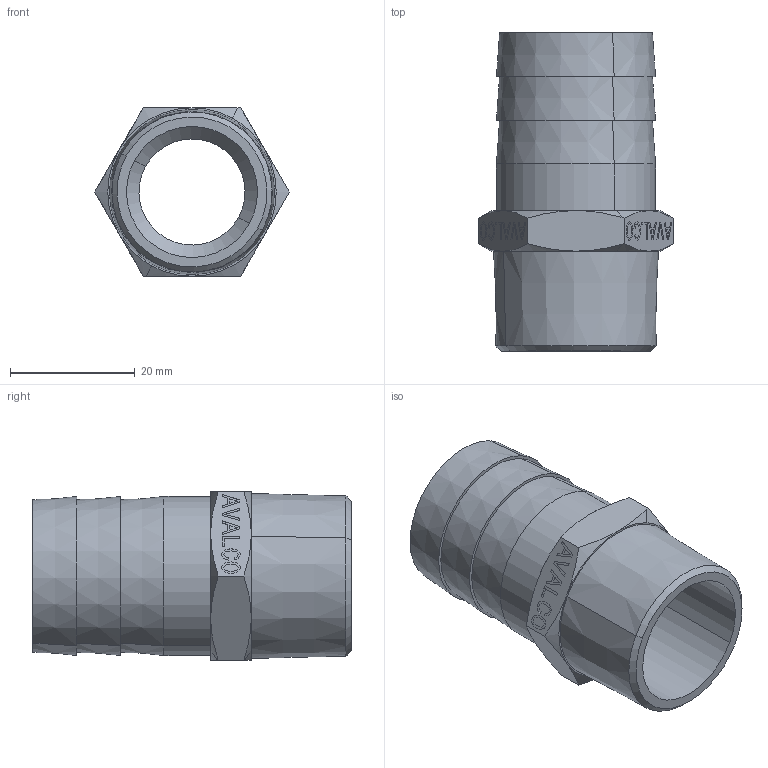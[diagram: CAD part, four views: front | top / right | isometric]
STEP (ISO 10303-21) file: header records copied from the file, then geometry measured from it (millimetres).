
FILE_DESCRIPTION(( 'RA.30C19.34.stp' ), '1');
FILE_NAME( 'RA.30C19.34.stp', '2018-10-11T15:16:12',( 'Sopra'),('sopra-pneumatic.com'), 'SwSTEP 2.0','SolidWorks 2009','' );
FILE_SCHEMA(('CONFIG_CONTROL_DESIGN'));
Length unit declared in the file: millimetre
Products named in the file (1): DN600-19R34
Bounding box: 31.18 x 51 x 27 mm (x, y, z)
Volume: 12850.1 mm3; surface area: 7783.3 mm2
Topology: 1 solids, 1 shells, 382 faces, 1027 edges, 678 vertices
Faces by surface type: plane 348, cone 28, cylinder 6
Entity records: 11349 total; most frequent: CARTESIAN_POINT 2132, ORIENTED_EDGE 2054, DIRECTION 1585, EDGE_CURVE 1027, VECTOR 955, LINE 955, VERTEX_POINT 678, EDGE_LOOP 415
